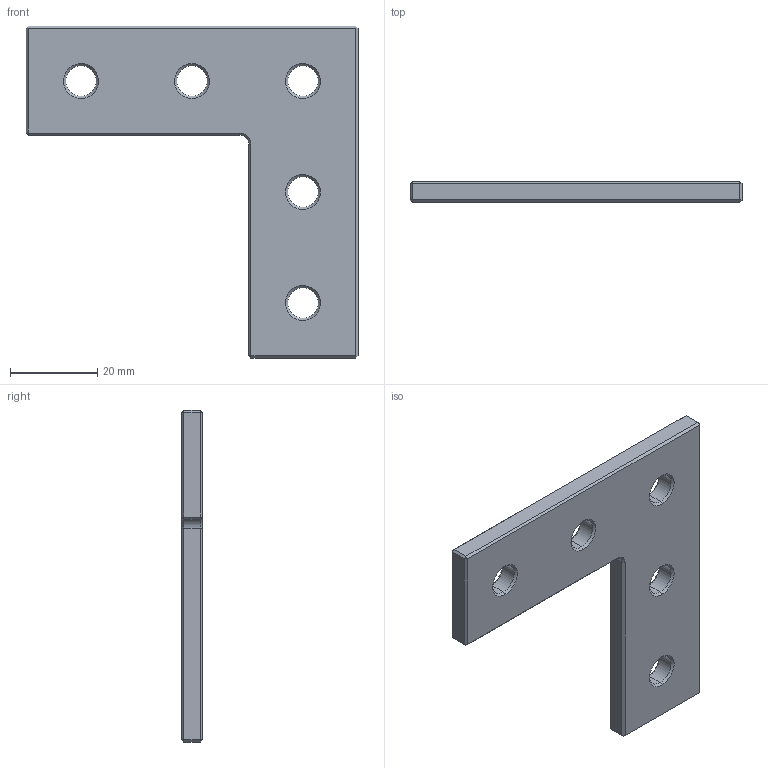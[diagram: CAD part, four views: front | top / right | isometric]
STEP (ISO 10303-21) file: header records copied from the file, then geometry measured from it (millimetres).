
FILE_DESCRIPTION (( 'STEP AP203' ), '1' );
FILE_NAME ('151056-10.step', '2025-04-29T17:04:17', ( '' ), ( '' ), 'SwSTEP 2.0', 'SolidWorks 2024', '' );
FILE_SCHEMA (( 'CONFIG_CONTROL_DESIGN' ));
Length unit declared in the file: millimetre
Products named in the file (1): 151056-10
Bounding box: 76 x 4.76 x 76 mm (x, y, z)
Volume: 14102.2 mm3; surface area: 7687.8 mm2
Topology: 1 solids, 1 shells, 68 faces, 144 edges, 78 vertices
Faces by surface type: plane 35, cone 22, cylinder 11
Entity records: 1857 total; most frequent: DIRECTION 326, CARTESIAN_POINT 291, ORIENTED_EDGE 288, EDGE_CURVE 144, AXIS2_PLACEMENT_3D 113, VECTOR 100, LINE 100, EDGE_LOOP 78
